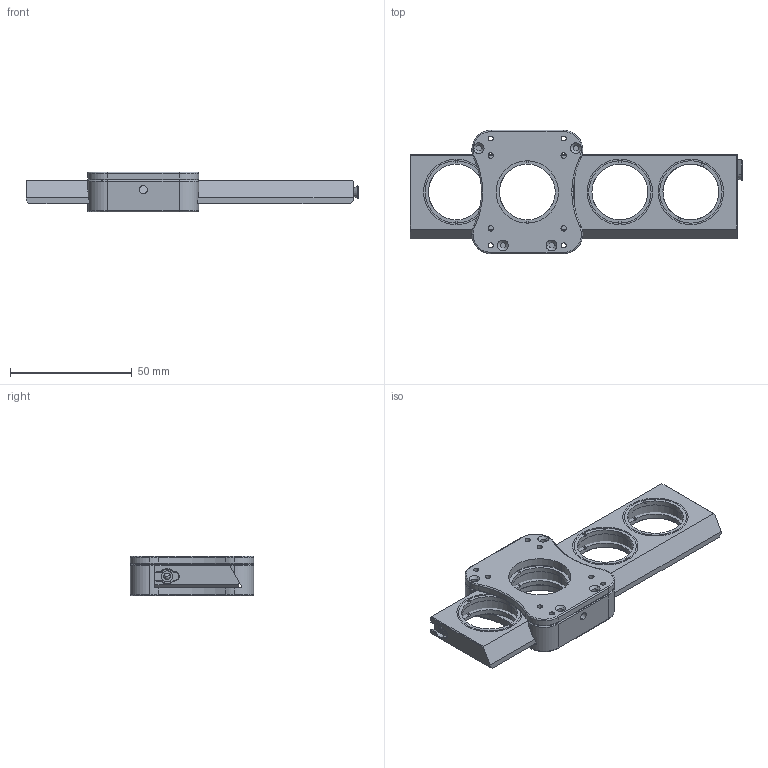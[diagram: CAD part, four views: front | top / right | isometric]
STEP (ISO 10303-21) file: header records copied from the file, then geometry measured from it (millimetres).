
FILE_DESCRIPTION (( 'STEP AP214' ), '1' );
FILE_NAME ('04CFM-1M.STEP', '2018-12-10T05:44:34', ( '' ), ( '' ), 'SwSTEP 2.0', 'SolidWorks 2016', '' );
FILE_SCHEMA (( 'AUTOMOTIVE_DESIGN' ));
Length unit declared in the file: millimetre
Products named in the file (1): 04CFM-1M
Bounding box: 136.62 x 50.8 x 16.35 mm (x, y, z)
Surface area: 24821.3 mm2 (no closed solid volume)
Topology: 0 solids, 18 shells, 354 faces, 1081 edges, 735 vertices
Faces by surface type: plane 167, cylinder 123, torus 39, cone 20, bspline 3, sphere 2
Entity records: 16642 total; most frequent: CARTESIAN_POINT 2920, DIRECTION 2160, ORIENTED_EDGE 1831, EDGE_CURVE 1067, AXIS2_PLACEMENT_3D 803, VERTEX_POINT 733, VECTOR 554, LINE 554
